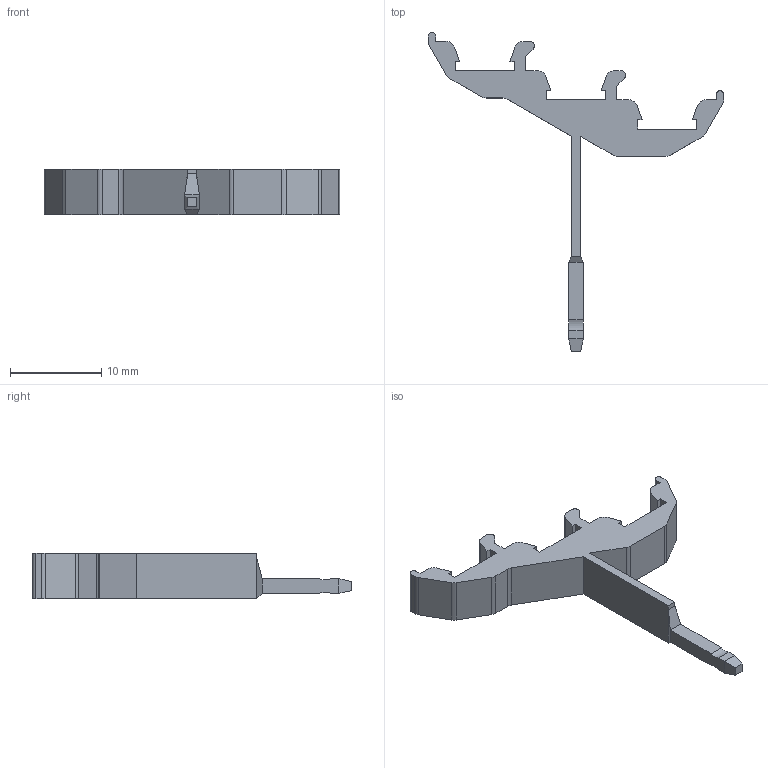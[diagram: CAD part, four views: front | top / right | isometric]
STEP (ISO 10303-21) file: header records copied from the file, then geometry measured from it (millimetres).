
FILE_DESCRIPTION((''),'2;1');
FILE_NAME('UJ55-3','2023-10-26T',('dell'),(''),'PRO/ENGINEER BY PARAMETRIC TECHNOLOGY CORPORATION, 2013230','PRO/ENGINEER BY PARAMETRIC TECHNOLOGY CORPORATION, 2013230','');
FILE_SCHEMA(('AUTOMOTIVE_DESIGN { 1 0 10303 214 1 1 1 1 }'));
Length unit declared in the file: millimetre
Products named in the file (1): UJ55-3
Bounding box: 32.4 x 35 x 5 mm (x, y, z)
Volume: 716.4 mm3; surface area: 996.7 mm2
Topology: 1 solids, 1 shells, 83 faces, 233 edges, 152 vertices
Faces by surface type: plane 63, cylinder 20
Entity records: 2718 total; most frequent: CARTESIAN_POINT 470, ORIENTED_EDGE 466, DIRECTION 439, EDGE_CURVE 233, VECTOR 193, LINE 193, VERTEX_POINT 152, AXIS2_PLACEMENT_3D 123
